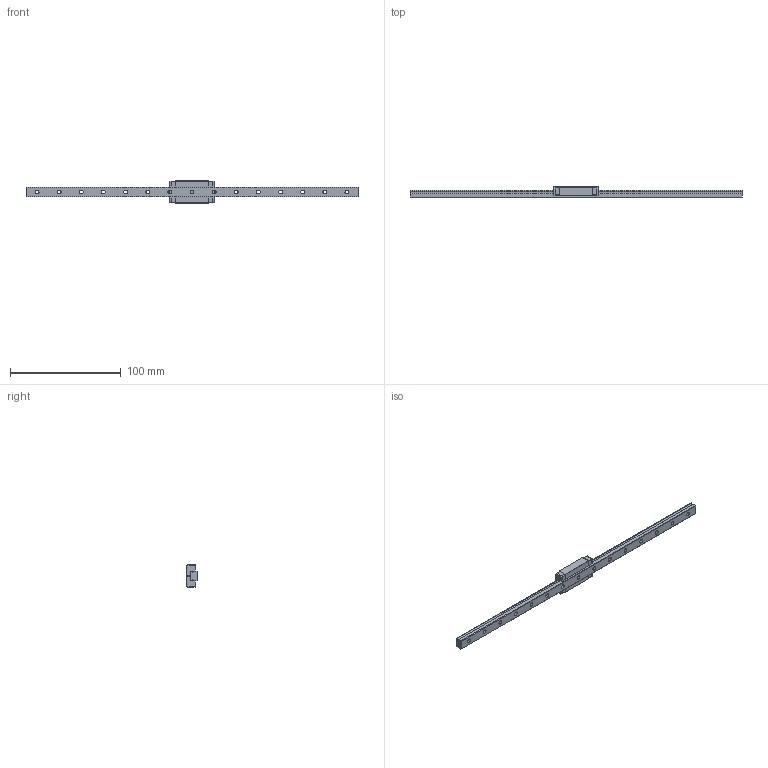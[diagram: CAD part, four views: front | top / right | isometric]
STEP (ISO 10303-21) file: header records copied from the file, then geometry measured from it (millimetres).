
FILE_DESCRIPTION(/* description */ (''),/* implementation_level */ '2;1');
FILE_NAME(/* name */ 'MGN9H1R300Z0C_GW202312034023.stp',/* time_stamp */ '2023-12-24T18:57:33+08:00',/* author */ ('Administrator'),/* organization */ (''),/* preprocessor_version */ 'ST-DEVELOPER v16.13',/* originating_system */ 'Autodesk Inventor 2018',/* authorisation */ '');
FILE_SCHEMA (('AUTOMOTIVE_DESIGN { 1 0 10303 214 3 1 1 }'));
Length unit declared in the file: centimetre
Products named in the file (3): MGN9H1R300Z0C_GW202312034023; MGR9_temp-1; MGN9H_右封_temp
Assembly tree (2 placements, depth 2):
  MGN9H1R300Z0C_GW202312034023
    MGR9_temp-1
    MGN9H_右封_temp
Bounding box: 300 x 10 x 20 mm (x, y, z)
Volume: 19252.5 mm3; surface area: 14913.8 mm2
Topology: 6 solids, 6 shells, 306 faces, 822 edges, 546 vertices
Faces by surface type: plane 194, bspline 57, cylinder 51, cone 4
Full cylindrical faces by diameter (mm): 1.2 x4, 2.459 x4, 3.5 x15, 6 x15
Entity records: 10712 total; most frequent: CARTESIAN_POINT 3300, ORIENTED_EDGE 1552, DIRECTION 1290, EDGE_CURVE 776, LINE 558, VECTOR 558, VERTEX_POINT 542, EDGE_LOOP 404
